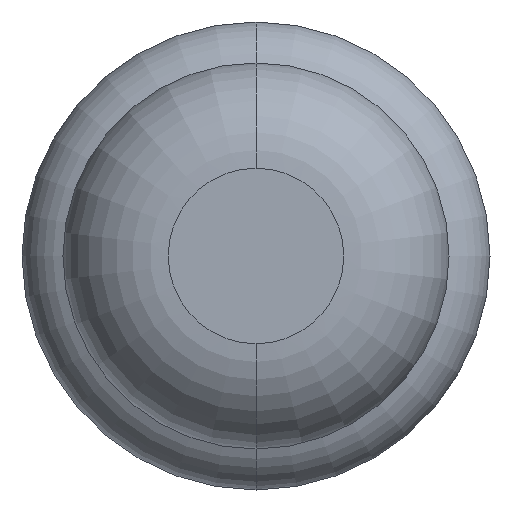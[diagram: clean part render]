
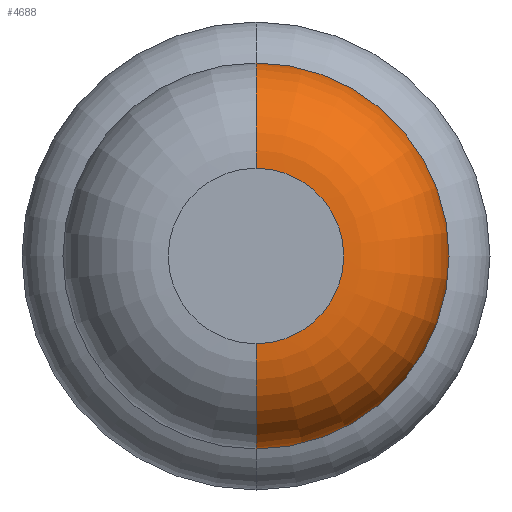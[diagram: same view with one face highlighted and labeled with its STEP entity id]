
A CAD part, front view. The second image highlights one B-rep face of the part: STEP entity #4688.
In plain terms, the highlighted toroidal (fillet/blend) face has major radius 0.375 mm and minor radius 0.45 mm.
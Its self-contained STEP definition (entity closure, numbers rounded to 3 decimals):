
#129 = TOROIDAL_SURFACE ( 'NONE', #2570, 0.375, 0.45 ) ;
#255 = VERTEX_POINT ( 'NONE', #4040 ) ;
#618 = CARTESIAN_POINT ( 'NONE',  ( 0., -26., -0.375 ) ) ;
#859 = CARTESIAN_POINT ( 'NONE',  ( 0., -25.55, 0.825 ) ) ;
#914 = EDGE_CURVE ( 'NONE', #3799, #4955, #3280, .T. ) ;
#924 = DIRECTION ( 'NONE',  ( 1., 0., 0. ) ) ;
#933 = AXIS2_PLACEMENT_3D ( 'NONE', #1107, #2293, #2646 ) ;
#1021 = VERTEX_POINT ( 'NONE', #859 ) ;
#1107 = CARTESIAN_POINT ( 'NONE',  ( 0., -26., 0. ) ) ;
#1312 = DIRECTION ( 'NONE',  ( 0., 0., -1. ) ) ;
#1339 = EDGE_CURVE ( 'NONE', #255, #1021, #2009, .T. ) ;
#1452 = CARTESIAN_POINT ( 'NONE',  ( 0., -25.55, 0. ) ) ;
#1606 = FACE_OUTER_BOUND ( 'NONE', #2710, .T. ) ;
#1858 = DIRECTION ( 'NONE',  ( 0., 1., 0. ) ) ;
#2009 = CIRCLE ( 'NONE', #3966, 0.45 ) ;
#2071 = DIRECTION ( 'NONE',  ( 0., 1., 0. ) ) ;
#2239 = DIRECTION ( 'NONE',  ( 0., 0., 1. ) ) ;
#2293 = DIRECTION ( 'NONE',  ( 0., 1., 0. ) ) ;
#2341 = AXIS2_PLACEMENT_3D ( 'NONE', #1452, #1858, #2239 ) ;
#2390 = CARTESIAN_POINT ( 'NONE',  ( 0., -25.55, 0. ) ) ;
#2418 = ORIENTED_EDGE ( 'NONE', *, *, #4998, .T. ) ;
#2525 = CIRCLE ( 'NONE', #933, 0.375 ) ;
#2570 = AXIS2_PLACEMENT_3D ( 'NONE', #2390, #2071, #2806 ) ;
#2646 = DIRECTION ( 'NONE',  ( 0., 0., 1. ) ) ;
#2674 = CARTESIAN_POINT ( 'NONE',  ( 0., -25.55, 0.375 ) ) ;
#2710 = EDGE_LOOP ( 'NONE', ( #2418, #4110, #3726, #4281 ) ) ;
#2713 = DIRECTION ( 'NONE',  ( 0., 0., 1. ) ) ;
#2806 = DIRECTION ( 'NONE',  ( 0., 0., 1. ) ) ;
#2964 = CIRCLE ( 'NONE', #2341, 0.825 ) ;
#3105 = EDGE_CURVE ( 'Defeature ausgef�hrt1_8+Defeature ausgef�hrt1_7+Defeature ausgef�hrt1_7+Defeature ausgef�hrt1_7', #1021, #4955, #2964, .T. ) ;
#3248 = CARTESIAN_POINT ( 'NONE',  ( 0., -25.55, -0.375 ) ) ;
#3280 = CIRCLE ( 'NONE', #5001, 0.45 ) ;
#3726 = ORIENTED_EDGE ( 'NONE', *, *, #3105, .F. ) ;
#3789 = CARTESIAN_POINT ( 'NONE',  ( 0., -25.55, -0.825 ) ) ;
#3799 = VERTEX_POINT ( 'NONE', #618 ) ;
#3854 = DIRECTION ( 'NONE',  ( -1., 0., 0. ) ) ;
#3966 = AXIS2_PLACEMENT_3D ( 'NONE', #2674, #3854, #2713 ) ;
#4040 = CARTESIAN_POINT ( 'NONE',  ( 0., -26., 0.375 ) ) ;
#4110 = ORIENTED_EDGE ( 'NONE', *, *, #914, .T. ) ;
#4281 = ORIENTED_EDGE ( 'NONE', *, *, #1339, .F. ) ;
#4688 = ADVANCED_FACE ( 'Defeature ausgef�hrt1_7', ( #1606 ), #129, .T. ) ;
#4955 = VERTEX_POINT ( 'NONE', #3789 ) ;
#4998 = EDGE_CURVE ( 'Defeature ausgef�hrt1_7+Defeature ausgef�hrt1_6+Defeature ausgef�hrt1_6+Defeature ausgef�hrt1_6', #255, #3799, #2525, .T. ) ;
#5001 = AXIS2_PLACEMENT_3D ( 'NONE', #3248, #924, #1312 ) ;
